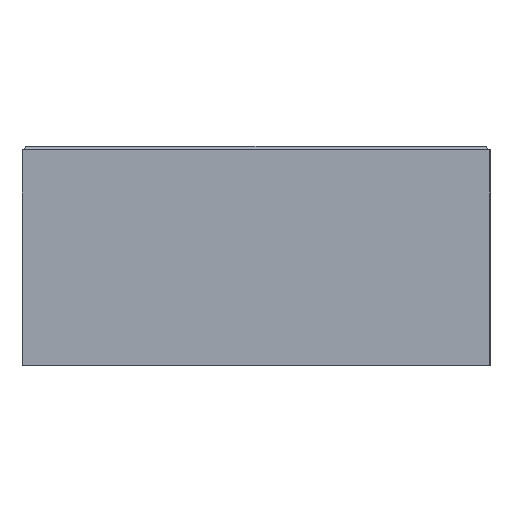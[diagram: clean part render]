
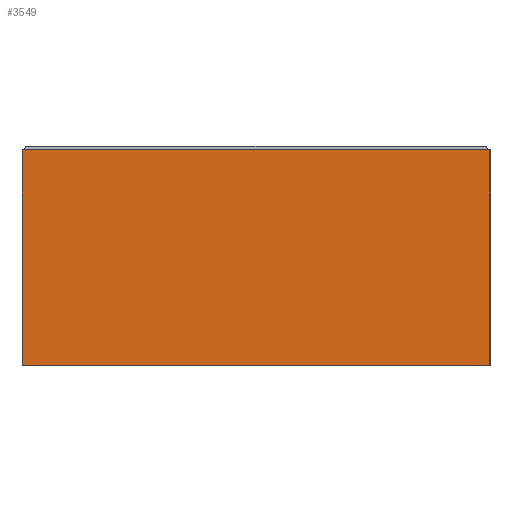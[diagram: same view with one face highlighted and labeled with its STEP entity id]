
A CAD part, left-side view. The second image highlights one B-rep face of the part: STEP entity #3549.
In plain terms, the highlighted planar face has unit normal (-1, 0, 0).
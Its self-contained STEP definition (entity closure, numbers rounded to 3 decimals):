
#266 = VECTOR ( 'NONE', #3507, 1000. ) ;
#296 = AXIS2_PLACEMENT_3D ( 'NONE', #2104, #2082, #389 ) ;
#301 = LINE ( 'NONE', #4020, #1722 ) ;
#328 = CARTESIAN_POINT ( 'NONE',  ( -0.999, -0.65, 0.6 ) ) ;
#389 = DIRECTION ( 'NONE',  ( 0., 1., 0. ) ) ;
#431 = FACE_OUTER_BOUND ( 'NONE', #2806, .T. ) ;
#540 = LINE ( 'NONE', #1929, #1188 ) ;
#800 = VERTEX_POINT ( 'NONE', #328 ) ;
#920 = ORIENTED_EDGE ( 'NONE', *, *, #2700, .T. ) ;
#1188 = VECTOR ( 'NONE', #3882, 1000. ) ;
#1242 = DIRECTION ( 'NONE',  ( 0., 0., -1. ) ) ;
#1577 = LINE ( 'NONE', #2890, #3216 ) ;
#1722 = VECTOR ( 'NONE', #2955, 1000. ) ;
#1735 = ORIENTED_EDGE ( 'NONE', *, *, #2420, .T. ) ;
#1929 = CARTESIAN_POINT ( 'NONE',  ( -0.999, -0.65, 0.6 ) ) ;
#2082 = DIRECTION ( 'NONE',  ( 1., 0., 0. ) ) ;
#2104 = CARTESIAN_POINT ( 'NONE',  ( -0.999, -0.65, 0.6 ) ) ;
#2129 = EDGE_CURVE ( 'NONE', #800, #2446, #540, .T. ) ;
#2213 = ORIENTED_EDGE ( 'NONE', *, *, #3451, .F. ) ;
#2315 = CARTESIAN_POINT ( 'NONE',  ( -0.999, -0.65, 0. ) ) ;
#2420 = EDGE_CURVE ( 'NONE', #4024, #2446, #3157, .T. ) ;
#2446 = VERTEX_POINT ( 'NONE', #2315 ) ;
#2700 = EDGE_CURVE ( 'NONE', #3357, #4024, #1577, .T. ) ;
#2730 = CARTESIAN_POINT ( 'NONE',  ( -0.999, 0.65, 0.6 ) ) ;
#2806 = EDGE_LOOP ( 'NONE', ( #1735, #4233, #2213, #920 ) ) ;
#2890 = CARTESIAN_POINT ( 'NONE',  ( -0.999, 0.65, 0.6 ) ) ;
#2955 = DIRECTION ( 'NONE',  ( 0., -1., 0. ) ) ;
#3128 = PLANE ( 'NONE',  #296 ) ;
#3157 = LINE ( 'NONE', #3896, #266 ) ;
#3216 = VECTOR ( 'NONE', #1242, 1000. ) ;
#3357 = VERTEX_POINT ( 'NONE', #2730 ) ;
#3451 = EDGE_CURVE ( 'NONE', #3357, #800, #301, .T. ) ;
#3507 = DIRECTION ( 'NONE',  ( 0., -1., 0. ) ) ;
#3549 = ADVANCED_FACE ( 'NONE', ( #431 ), #3128, .F. ) ;
#3882 = DIRECTION ( 'NONE',  ( 0., 0., -1. ) ) ;
#3896 = CARTESIAN_POINT ( 'NONE',  ( -0.999, -0.65, 0. ) ) ;
#4020 = CARTESIAN_POINT ( 'NONE',  ( -0.999, -0.65, 0.6 ) ) ;
#4024 = VERTEX_POINT ( 'NONE', #4034 ) ;
#4034 = CARTESIAN_POINT ( 'NONE',  ( -0.999, 0.65, 0. ) ) ;
#4233 = ORIENTED_EDGE ( 'NONE', *, *, #2129, .F. ) ;
